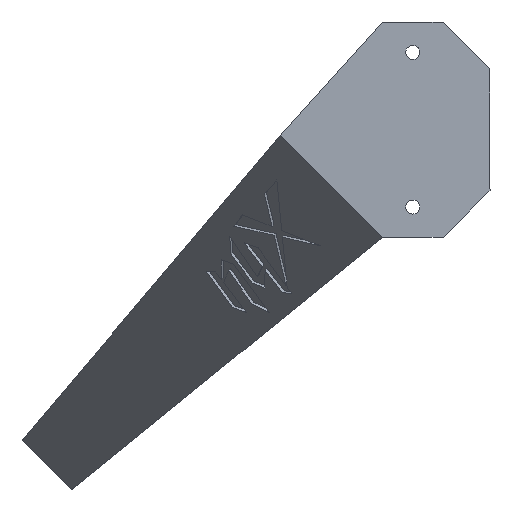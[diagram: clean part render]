
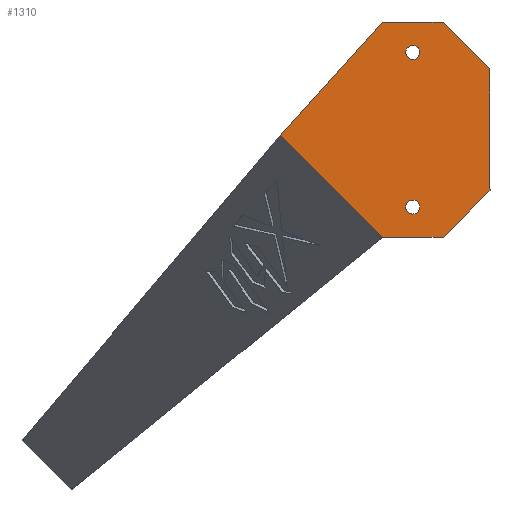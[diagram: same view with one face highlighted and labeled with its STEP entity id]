
A CAD part, front view. The second image highlights one B-rep face of the part: STEP entity #1310.
In plain terms, the highlighted planar face has unit normal (0, -1, 0).
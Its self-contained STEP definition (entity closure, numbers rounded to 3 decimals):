
#32=FACE_BOUND('',#186,.T.);
#33=FACE_BOUND('',#187,.T.);
#36=CIRCLE('',#1383,1.5);
#37=CIRCLE('',#1385,1.5);
#39=(
BOUNDED_CURVE()
B_SPLINE_CURVE(5,(#2392,#2393,#2394,#2395,#2396,#2397,#2398,#2399,#2400),
 .UNSPECIFIED.,.F.,.F.)
B_SPLINE_CURVE_WITH_KNOTS((6,1,1,1,6),(0.641,0.7,0.8,0.9,1.),
 .UNSPECIFIED.)
CURVE()
GEOMETRIC_REPRESENTATION_ITEM()
RATIONAL_B_SPLINE_CURVE((1.,1.,1.,1.,1.,1.,1.,1.,1.))
REPRESENTATION_ITEM('')
);
#110=FACE_OUTER_BOUND('',#185,.T.);
#185=EDGE_LOOP('',(#1173,#1174,#1175,#1176,#1177,#1178,#1179));
#186=EDGE_LOOP('',(#1180));
#187=EDGE_LOOP('',(#1181));
#262=LINE('',#1975,#384);
#272=LINE('',#2024,#394);
#274=LINE('',#2028,#396);
#302=LINE('',#2338,#424);
#307=LINE('',#2369,#429);
#309=LINE('',#2373,#431);
#384=VECTOR('',#1543,10.);
#394=VECTOR('',#1561,10.);
#396=VECTOR('',#1565,10.);
#424=VECTOR('',#1613,10.);
#429=VECTOR('',#1634,10.);
#431=VECTOR('',#1638,10.);
#567=VERTEX_POINT('',#1972);
#568=VERTEX_POINT('',#1974);
#582=VERTEX_POINT('',#2023);
#583=VERTEX_POINT('',#2027);
#610=VERTEX_POINT('',#2310);
#611=VERTEX_POINT('',#2333);
#612=VERTEX_POINT('',#2361);
#613=VERTEX_POINT('',#2365);
#614=VERTEX_POINT('',#2371);
#725=EDGE_CURVE('',#567,#568,#262,.T.);
#741=EDGE_CURVE('',#582,#568,#272,.T.);
#743=EDGE_CURVE('',#582,#583,#274,.T.);
#793=EDGE_CURVE('',#611,#610,#302,.T.);
#797=EDGE_CURVE('',#612,#612,#36,.T.);
#799=EDGE_CURVE('',#613,#613,#37,.T.);
#800=EDGE_CURVE('',#611,#583,#307,.T.);
#802=EDGE_CURVE('',#567,#614,#309,.T.);
#803=EDGE_CURVE('',#610,#614,#39,.T.);
#1173=ORIENTED_EDGE('',*,*,#725,.F.);
#1174=ORIENTED_EDGE('',*,*,#802,.T.);
#1175=ORIENTED_EDGE('',*,*,#803,.F.);
#1176=ORIENTED_EDGE('',*,*,#793,.F.);
#1177=ORIENTED_EDGE('',*,*,#800,.T.);
#1178=ORIENTED_EDGE('',*,*,#743,.F.);
#1179=ORIENTED_EDGE('',*,*,#741,.T.);
#1180=ORIENTED_EDGE('',*,*,#799,.F.);
#1181=ORIENTED_EDGE('',*,*,#797,.F.);
#1239=PLANE('',#1388);
#1310=ADVANCED_FACE('',(#110,#32,#33),#1239,.F.);
#1383=AXIS2_PLACEMENT_3D('',#2363,#1625,#1626);
#1385=AXIS2_PLACEMENT_3D('',#2367,#1630,#1631);
#1388=AXIS2_PLACEMENT_3D('',#2401,#1639,#1640);
#1543=DIRECTION('',(0.707,0.,-0.707));
#1561=DIRECTION('',(0.,0.,1.));
#1565=DIRECTION('',(-0.707,0.,-0.707));
#1613=DIRECTION('',(-0.707,0.,0.707));
#1625=DIRECTION('center_axis',(0.,-1.,0.));
#1626=DIRECTION('ref_axis',(1.,0.,0.));
#1630=DIRECTION('center_axis',(0.,-1.,0.));
#1631=DIRECTION('ref_axis',(1.,0.,0.));
#1634=DIRECTION('',(1.,0.,0.));
#1638=DIRECTION('',(-1.,0.,0.));
#1639=DIRECTION('center_axis',(0.,1.,0.));
#1640=DIRECTION('ref_axis',(1.,0.,0.));
#1972=CARTESIAN_POINT('',(-36.289,0.,-26.289));
#1974=CARTESIAN_POINT('',(-26.289,0.,-36.289));
#1975=CARTESIAN_POINT('',(-31.138,0.,-31.441));
#2023=CARTESIAN_POINT('',(-26.289,0.,-62.289));
#2024=CARTESIAN_POINT('',(-26.289,0.,-72.289));
#2027=CARTESIAN_POINT('',(-36.289,0.,-72.289));
#2028=CARTESIAN_POINT('',(-31.138,0.,-67.138));
#2310=CARTESIAN_POINT('',(-71.08,0.,-50.499));
#2333=CARTESIAN_POINT('',(-49.289,0.,-72.289));
#2338=CARTESIAN_POINT('',(-49.289,0.,-72.289));
#2361=CARTESIAN_POINT('',(-44.289,0.,-65.789));
#2363=CARTESIAN_POINT('Origin',(-42.789,0.,-65.789));
#2365=CARTESIAN_POINT('',(-44.289,0.,-32.789));
#2367=CARTESIAN_POINT('Origin',(-42.789,0.,-32.789));
#2369=CARTESIAN_POINT('',(-49.289,0.,-72.289));
#2371=CARTESIAN_POINT('',(-49.289,0.,-26.289));
#2373=CARTESIAN_POINT('',(-16.289,0.,-26.289));
#2392=CARTESIAN_POINT('Ctrl Pts',(-71.08,0.,-50.499));
#2393=CARTESIAN_POINT('Ctrl Pts',(-70.28,0.,-49.575));
#2394=CARTESIAN_POINT('Ctrl Pts',(-68.155,0.,-47.111));
#2395=CARTESIAN_POINT('Ctrl Pts',(-64.829,0.,-43.24));
#2396=CARTESIAN_POINT('Ctrl Pts',(-60.461,0.,-38.19));
#2397=CARTESIAN_POINT('Ctrl Pts',(-56.27,0.,-33.521));
#2398=CARTESIAN_POINT('Ctrl Pts',(-52.785,0.,-29.83));
#2399=CARTESIAN_POINT('Ctrl Pts',(-50.455,0.,-27.455));
#2400=CARTESIAN_POINT('Ctrl Pts',(-49.289,0.,-26.289));
#2401=CARTESIAN_POINT('Origin',(-48.685,0.,-49.289));
